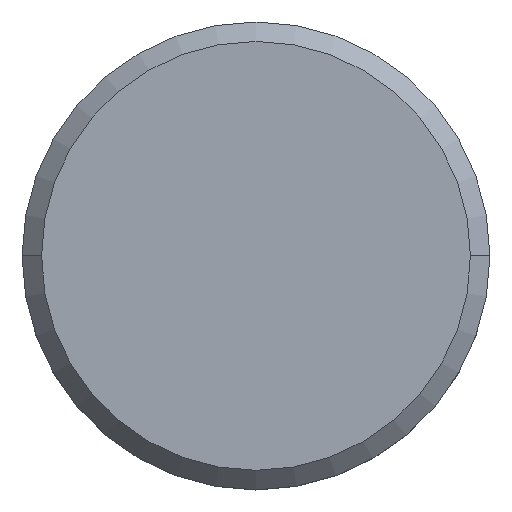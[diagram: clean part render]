
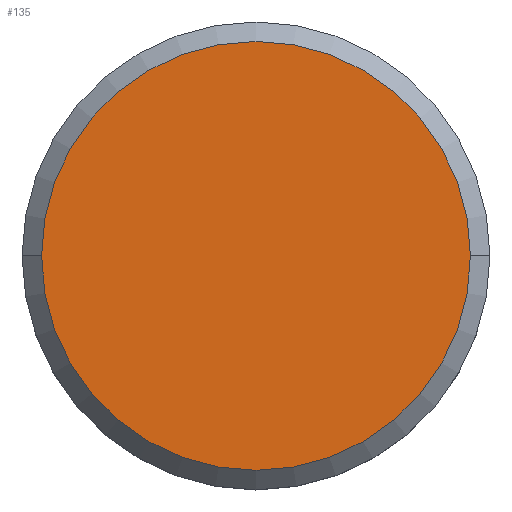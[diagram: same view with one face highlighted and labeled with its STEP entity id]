
A CAD part, top view. The second image highlights one B-rep face of the part: STEP entity #135.
In plain terms, the highlighted planar face has unit normal (0, 0, 1).
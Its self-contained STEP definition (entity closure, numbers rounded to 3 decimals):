
#19 = PLANE ( 'NONE',  #270 ) ;
#28 = CARTESIAN_POINT ( 'NONE',  ( 5.5, 0., 0. ) ) ;
#42 = EDGE_CURVE ( 'NONE', #277, #412, #257, .T. ) ;
#74 = DIRECTION ( 'NONE',  ( 1., 0., 0. ) ) ;
#86 = CARTESIAN_POINT ( 'NONE',  ( 0., 0., 0. ) ) ;
#103 = EDGE_CURVE ( 'NONE', #412, #277, #196, .T. ) ;
#104 = CARTESIAN_POINT ( 'NONE',  ( 0., 0., 0. ) ) ;
#108 = DIRECTION ( 'NONE',  ( 1., 0., 0. ) ) ;
#135 = ADVANCED_FACE ( 'NONE', ( #337 ), #19, .T. ) ;
#138 = EDGE_LOOP ( 'NONE', ( #163, #374 ) ) ;
#142 = CARTESIAN_POINT ( 'NONE',  ( -5.5, 0., 0. ) ) ;
#163 = ORIENTED_EDGE ( 'NONE', *, *, #103, .T. ) ;
#196 = CIRCLE ( 'NONE', #250, 5.5 ) ;
#236 = AXIS2_PLACEMENT_3D ( 'NONE', #104, #356, #74 ) ;
#250 = AXIS2_PLACEMENT_3D ( 'NONE', #289, #433, #108 ) ;
#257 = CIRCLE ( 'NONE', #236, 5.5 ) ;
#264 = DIRECTION ( 'NONE',  ( 0., 0., 1. ) ) ;
#270 = AXIS2_PLACEMENT_3D ( 'NONE', #86, #264, #411 ) ;
#277 = VERTEX_POINT ( 'NONE', #28 ) ;
#289 = CARTESIAN_POINT ( 'NONE',  ( 0., 0., 0. ) ) ;
#337 = FACE_OUTER_BOUND ( 'NONE', #138, .T. ) ;
#356 = DIRECTION ( 'NONE',  ( 0., 0., 1. ) ) ;
#374 = ORIENTED_EDGE ( 'NONE', *, *, #42, .T. ) ;
#411 = DIRECTION ( 'NONE',  ( 1., 0., 0. ) ) ;
#412 = VERTEX_POINT ( 'NONE', #142 ) ;
#433 = DIRECTION ( 'NONE',  ( 0., 0., 1. ) ) ;
